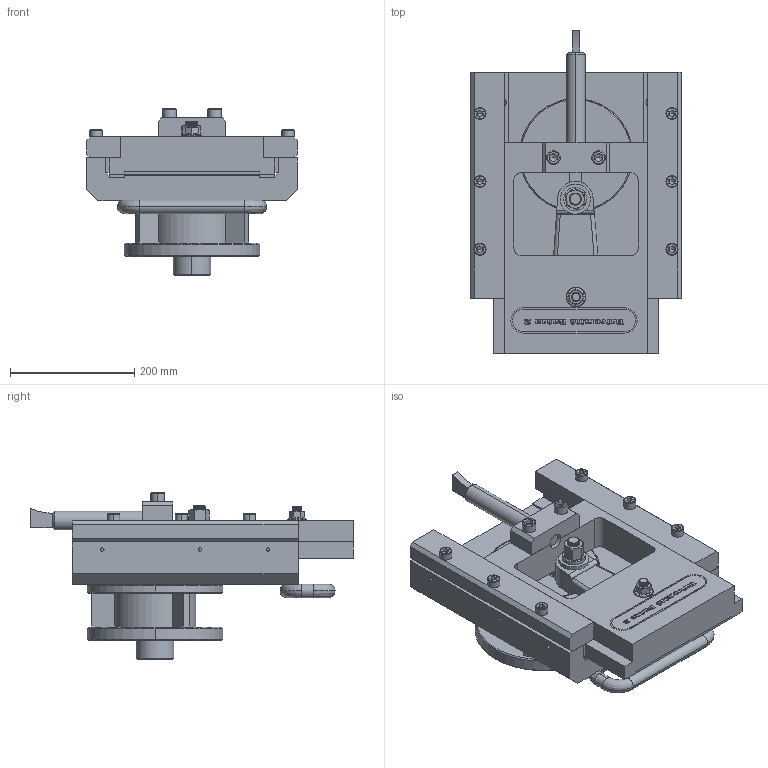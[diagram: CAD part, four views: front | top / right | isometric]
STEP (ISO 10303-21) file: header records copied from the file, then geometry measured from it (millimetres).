
FILE_DESCRIPTION(('FreeCAD Model'),'2;1');
FILE_NAME('Open CASCADE Shape Model','2025-04-25T23:56:41',('FreeCAD'),( 'FreeCAD'),'Open CASCADE STEP processor 7.6','FreeCAD','Unknown');
FILE_SCHEMA(('AUTOMOTIVE_DESIGN { 1 0 10303 214 1 1 1 1 }'));
Products named in the file (1): Open CASCADE STEP translator 7.6 1
Bounding box: 339.13 x 519.48 x 268.28 mm (x, y, z)
Volume: 11724017 mm3; surface area: 1407742.7 mm2
Topology: 46 solids, 46 shells, 1799 faces, 4407 edges, 2708 vertices
Faces by surface type: bspline 1799
Entity records: 70391 total; most frequent: CARTESIAN_POINT 44934, ORIENTED_EDGE 8666, EDGE_CURVE 4333, B_SPLINE_CURVE_WITH_KNOTS 2914, VERTEX_POINT 2708, FACE_BOUND 1985, EDGE_LOOP 1985, ADVANCED_FACE 1799
